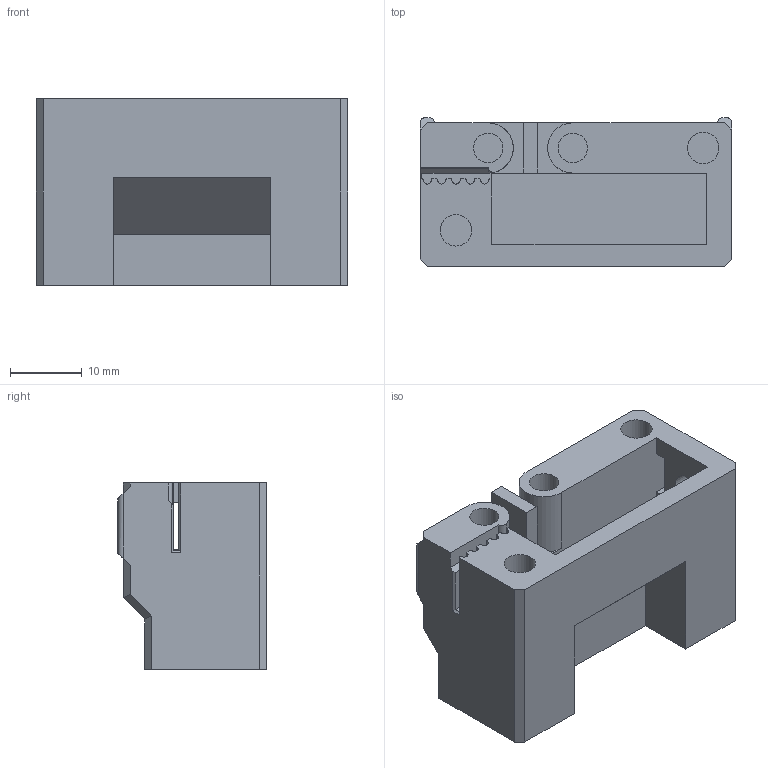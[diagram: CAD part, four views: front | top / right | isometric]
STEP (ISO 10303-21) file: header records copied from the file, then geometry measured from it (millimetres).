
FILE_DESCRIPTION(/* description */ (''),/* implementation_level */ '2;1');
FILE_NAME(/* name */ 'X Tensioner Body.step',/* time_stamp */ '2024-05-06T20:25:48+08:00',/* author */ (''),/* organization */ (''),/* preprocessor_version */ 'ST-DEVELOPER v20',/* originating_system */ 'Autodesk Translation Framework v12.20.1.177',/* authorisation */ '');
FILE_SCHEMA (('AUTOMOTIVE_DESIGN { 1 0 10303 214 3 1 1 }'));
Length unit declared in the file: millimetre
Products named in the file (1): X Tensioner Body
Bounding box: 43.5 x 20.75 x 26 mm (x, y, z)
Volume: 14845.5 mm3; surface area: 7070.7 mm2
Topology: 1 solids, 1 shells, 103 faces, 278 edges, 183 vertices
Faces by surface type: plane 62, cylinder 40, cone 1
Full cylindrical faces by diameter (mm): 4.1 x2, 4.4 x5, 4.5 x1
Entity records: 3295 total; most frequent: CARTESIAN_POINT 576, DIRECTION 567, ORIENTED_EDGE 556, EDGE_CURVE 278, LINE 195, VECTOR 195, AXIS2_PLACEMENT_3D 186, VERTEX_POINT 183
